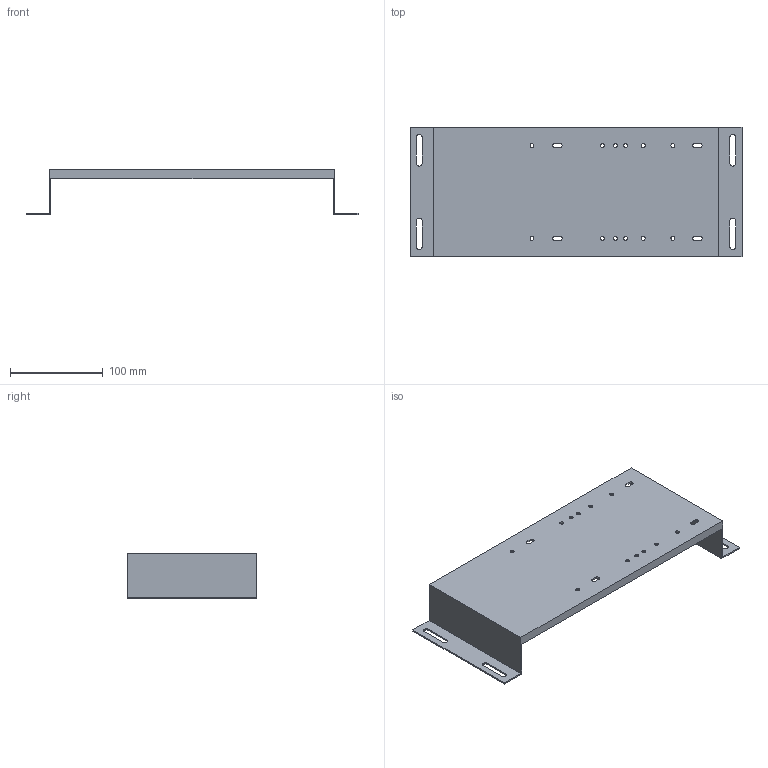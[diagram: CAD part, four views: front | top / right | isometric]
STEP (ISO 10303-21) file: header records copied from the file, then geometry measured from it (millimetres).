
FILE_DESCRIPTION (( 'STEP AP214' ), '1' );
FILE_NAME ('Ïàíåëü äëÿ ÂÀ88-32 (33)_1.STEP', '2016-08-30T11:54:09', ( '' ), ( '' ), 'SwSTEP 2.0', 'SolidWorks 2014', '' );
FILE_SCHEMA (( 'AUTOMOTIVE_DESIGN' ));
Length unit declared in the file: millimetre
Products named in the file (1): Ïàíåëü äëÿ ÂÀ88-32 (33)_1
Bounding box: 358 x 140 x 49 mm (x, y, z)
Volume: 101212.7 mm3; surface area: 137519.1 mm2
Topology: 1 solids, 1 shells, 78 faces, 228 edges, 152 vertices
Faces by surface type: cylinder 44, plane 34
Entity records: 2734 total; most frequent: DIRECTION 474, CARTESIAN_POINT 459, ORIENTED_EDGE 456, EDGE_CURVE 228, AXIS2_PLACEMENT_3D 167, VERTEX_POINT 152, LINE 140, VECTOR 140
